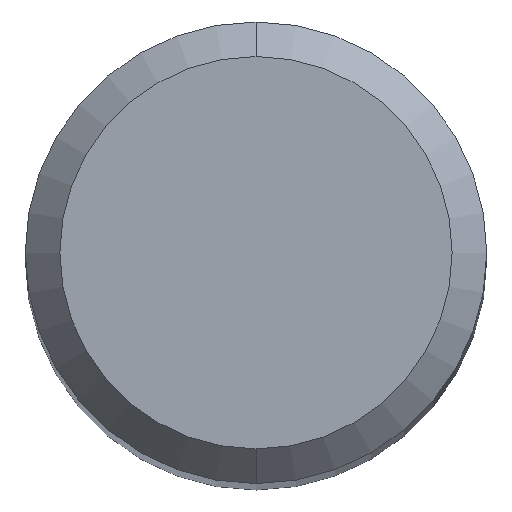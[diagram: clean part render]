
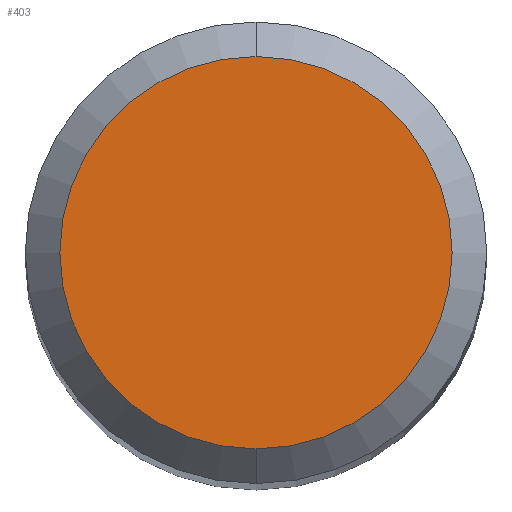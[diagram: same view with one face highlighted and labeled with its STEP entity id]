
A CAD part, top view. The second image highlights one B-rep face of the part: STEP entity #403.
In plain terms, the highlighted planar face has unit normal (0, 0, 1).
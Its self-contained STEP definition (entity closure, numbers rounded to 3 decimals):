
#259=VERTEX_POINT('',#583);
#275=VERTEX_POINT('',#599);
#403=ADVANCED_FACE('',(#744),#745,.T.);
#409=EDGE_CURVE('',#275,#259,#751,.T.);
#475=EDGE_CURVE('',#259,#275,#823,.T.);
#583=CARTESIAN_POINT('',(0.,-1.7,0.0));
#599=CARTESIAN_POINT('',(0.0,1.7,0.0));
#744=FACE_OUTER_BOUND('',#1313,.T.);
#745=PLANE('',#1314);
#751=CIRCLE('',#1324,1.7);
#823=CIRCLE('',#1478,1.7);
#1313=EDGE_LOOP('',(#1757,#1758));
#1314=AXIS2_PLACEMENT_3D('',#1759,#1760,#1761);
#1324=AXIS2_PLACEMENT_3D('',#1766,#1767,#1768);
#1478=AXIS2_PLACEMENT_3D('',#1845,#1846,#1847);
#1757=ORIENTED_EDGE('',*,*,#409,.F.);
#1758=ORIENTED_EDGE('',*,*,#475,.F.);
#1759=CARTESIAN_POINT('',(0.0,0.85,0.0));
#1760=DIRECTION('',(-0.0,0.0,1.0));
#1761=DIRECTION('',(0.0,-1.0,0.0));
#1766=CARTESIAN_POINT('',(0.0,0.0,0.0));
#1767=DIRECTION('',(0.0,0.0,-1.0));
#1768=DIRECTION('',(0.0,1.0,0.0));
#1845=CARTESIAN_POINT('',(0.0,0.0,0.0));
#1846=DIRECTION('',(0.0,0.0,-1.0));
#1847=DIRECTION('',(0.0,1.0,0.0));
